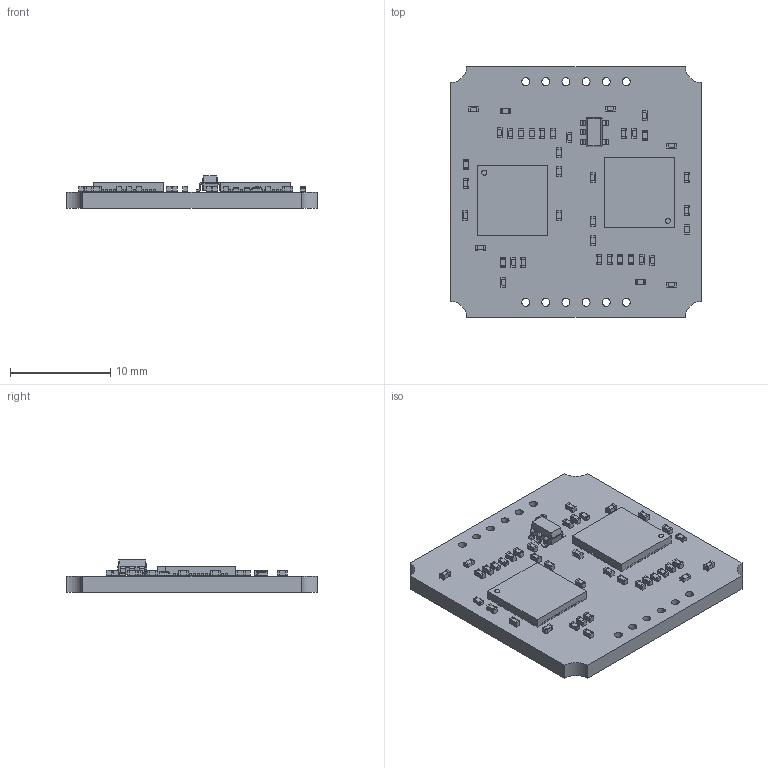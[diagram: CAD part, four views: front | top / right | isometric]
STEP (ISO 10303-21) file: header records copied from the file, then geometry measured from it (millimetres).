
FILE_DESCRIPTION(('KiCad electronic assembly'),'2;1');
FILE_NAME('Remapper-v2-pcb.step','2022-11-09T14:11:25',('Pcbnew'),( 'Kicad'),'Open CASCADE STEP processor 7.6','KiCad to STEP converter' ,'Unknown');
FILE_SCHEMA(('AUTOMOTIVE_DESIGN { 1 0 10303 214 1 1 1 1 }'));
Length unit declared in the file: millimetre
Products named in the file (10): Remapper-v2-pcb 1; C_0402_1005Metric; SOLID; R_0402_1005Metric; QFN-56-1EP_7x7mm_P0.4mm_EP5.6x5.6mm; SOT-23-5; Remapper PCB
Assembly tree (48 placements, depth 3):
  Remapper-v2-pcb 1
    C_0402_1005Metric  x30
      SOLID
    R_0402_1005Metric  x10
      SOLID
    QFN-56-1EP_7x7mm_P0.4mm_EP5.6x5.6mm  x2
      SOLID
    SOT-23-5
      SOLID
    Remapper PCB
Bounding box: 25 x 25 x 3.2 mm (x, y, z)
Volume: 1078.8 mm3; surface area: 1825.1 mm2
Topology: 44 solids, 44 shells, 1949 faces, 5307 edges, 3510 vertices
Faces by surface type: bspline 1909, cylinder 34, plane 6
Full cylindrical faces by diameter (mm): 0.35 x18, 0.8 x12
Entity records: 39570 total; most frequent: CARTESIAN_POINT 14685, B_SPLINE_CURVE_WITH_KNOTS 3977, ORIENTED_EDGE 3138, PCURVE 3138, DEFINITIONAL_REPRESENTATION 3138, EDGE_CURVE 1569, SURFACE_CURVE 1538, VERTEX_POINT 1030
